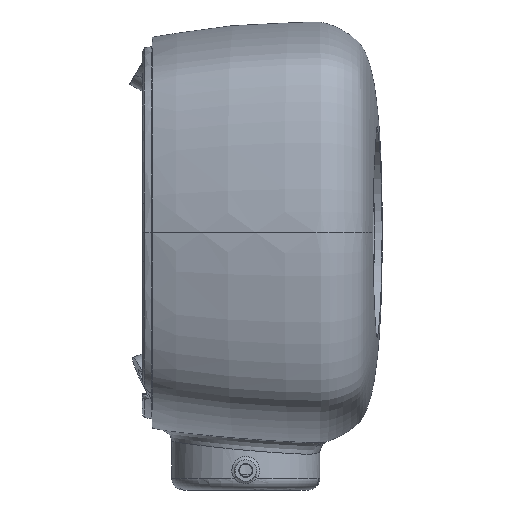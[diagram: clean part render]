
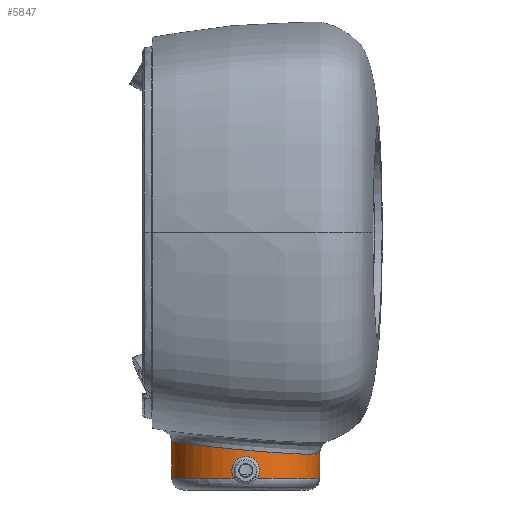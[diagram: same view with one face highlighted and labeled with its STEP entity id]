
A CAD part, left-side view. The second image highlights one B-rep face of the part: STEP entity #5847.
In plain terms, the highlighted cylindrical face has radius 19 mm (diameter 38 mm), a full revolution.
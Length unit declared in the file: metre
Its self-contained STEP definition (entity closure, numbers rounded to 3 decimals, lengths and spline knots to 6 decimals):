
#379=B_SPLINE_CURVE_WITH_KNOTS('',3,(#15183,#15184,#15185,#15186,#15187,
#15188,#15189,#15190,#15191,#15192,#15193),.UNSPECIFIED.,.F.,.F.,(4,1,1,
1,1,1,1,1,4),(0.,0.001954,0.003908,
0.005862,0.007817,0.009771,0.011725,
0.013679,0.015633),.UNSPECIFIED.);
#380=B_SPLINE_CURVE_WITH_KNOTS('',3,(#15194,#15195,#15196,#15197,#15198,
#15199,#15200,#15201,#15202,#15203,#15204),.UNSPECIFIED.,.F.,.F.,(4,1,1,
1,1,1,1,1,4),(0.,0.001954,0.003908,0.005862,
0.007817,0.009771,0.011725,0.013679,
0.015633),.UNSPECIFIED.);
#381=B_SPLINE_CURVE_WITH_KNOTS('',3,(#15205,#15206,#15207,#15208,#15209,
#15210,#15211,#15212,#15213,#15214,#15215),.UNSPECIFIED.,.F.,.F.,(4,1,1,
1,1,1,1,1,4),(0.,0.001954,0.003908,0.005862,
0.007817,0.009771,0.011725,0.013679,
0.015633),.UNSPECIFIED.);
#382=B_SPLINE_CURVE_WITH_KNOTS('',3,(#15216,#15217,#15218,#15219,#15220,
#15221,#15222,#15223,#15224,#15225,#15226,#15227,#15228,#15229,#15230,#15231,
#15232,#15233,#15234,#15235),.UNSPECIFIED.,.F.,.F.,(4,1,1,1,1,1,1,1,1,1,
1,1,1,1,1,1,1,4),(0.,0.003726,0.007452,
0.011178,0.014904,0.01863,0.022356,
0.026081,0.029807,0.033533,0.037259,
0.040985,0.044711,0.046574,0.048437,
0.052163,0.055889,0.059615),.UNSPECIFIED.);
#383=B_SPLINE_CURVE_WITH_KNOTS('',3,(#15238,#15239,#15240,#15241,#15242,
#15243,#15244,#15245,#15246,#15247,#15248,#15249,#15250,#15251,#15252,#15253,
#15254,#15255,#15256,#15257),.UNSPECIFIED.,.F.,.F.,(4,1,1,1,1,1,1,1,1,1,
1,1,1,1,1,1,1,4),(0.,0.003726,0.007452,
0.011178,0.014904,0.01863,0.022356,
0.026081,0.029807,0.033533,0.037259,
0.040985,0.044711,0.046574,0.048437,
0.052163,0.055889,0.059615),.UNSPECIFIED.);
#1314=ORIENTED_EDGE('',*,*,#3167,.T.);
#1315=ORIENTED_EDGE('',*,*,#3171,.T.);
#1316=ORIENTED_EDGE('',*,*,#3165,.T.);
#1317=ORIENTED_EDGE('',*,*,#3172,.T.);
#1318=ORIENTED_EDGE('',*,*,#3169,.T.);
#1319=ORIENTED_EDGE('',*,*,#3173,.T.);
#1320=ORIENTED_EDGE('',*,*,#3174,.T.);
#1321=ORIENTED_EDGE('',*,*,#3175,.F.);
#3165=EDGE_CURVE('',#4092,#4093,#4617,.T.);
#3167=EDGE_CURVE('',#4095,#4094,#4618,.T.);
#3169=EDGE_CURVE('',#4097,#4096,#4619,.T.);
#3171=EDGE_CURVE('',#4094,#4092,#379,.T.);
#3172=EDGE_CURVE('',#4093,#4097,#380,.T.);
#3173=EDGE_CURVE('',#4096,#4095,#381,.T.);
#3174=EDGE_CURVE('',#4098,#4099,#382,.T.);
#3175=EDGE_CURVE('',#4098,#4099,#383,.T.);
#4092=VERTEX_POINT('',#15153);
#4093=VERTEX_POINT('',#15154);
#4094=VERTEX_POINT('',#15162);
#4095=VERTEX_POINT('',#15164);
#4096=VERTEX_POINT('',#15172);
#4097=VERTEX_POINT('',#15174);
#4098=VERTEX_POINT('',#15236);
#4099=VERTEX_POINT('',#15237);
#4617=CIRCLE('',#6275,0.019);
#4618=CIRCLE('',#6276,0.019);
#4619=CIRCLE('',#6277,0.019);
#4861=EDGE_LOOP('',(#1314,#1315,#1316,#1317,#1318,#1319));
#4862=EDGE_LOOP('',(#1320,#1321));
#5305=FACE_BOUND('',#4861,.T.);
#5306=FACE_BOUND('',#4862,.T.);
#5721=CYLINDRICAL_SURFACE('',#6278,0.019);
#5847=ADVANCED_FACE('',(#5305,#5306),#5721,.T.);
#6275=AXIS2_PLACEMENT_3D('',#15152,#6837,#6838);
#6276=AXIS2_PLACEMENT_3D('',#15163,#6839,#6840);
#6277=AXIS2_PLACEMENT_3D('',#15173,#6841,#6842);
#6278=AXIS2_PLACEMENT_3D('',#15182,#6843,#6844);
#6837=DIRECTION('',(0.,0.,1.));
#6838=DIRECTION('',(1.,0.,0.));
#6839=DIRECTION('',(0.,0.,1.));
#6840=DIRECTION('',(1.,0.,0.));
#6841=DIRECTION('',(0.,0.,1.));
#6842=DIRECTION('',(1.,0.,0.));
#6843=DIRECTION('',(0.,0.,-1.));
#6844=DIRECTION('',(-1.,0.,0.));
#15152=CARTESIAN_POINT('',(0.,0.018,-0.063));
#15153=CARTESIAN_POINT('',(0.011961,0.003237,-0.063));
#15154=CARTESIAN_POINT('',(0.011961,0.032763,-0.063));
#15162=CARTESIAN_POINT('',(0.006805,0.00026,-0.063));
#15163=CARTESIAN_POINT('',(0.,0.018,-0.063));
#15164=CARTESIAN_POINT('',(-0.018765,0.015023,-0.063));
#15172=CARTESIAN_POINT('',(-0.018765,0.020977,-0.063));
#15173=CARTESIAN_POINT('',(0.,0.018,-0.063));
#15174=CARTESIAN_POINT('',(0.006805,0.03574,-0.063));
#15182=CARTESIAN_POINT('',(0.,0.018,0.054002));
#15183=CARTESIAN_POINT('',(0.006805,0.00026,-0.063));
#15184=CARTESIAN_POINT('',(0.006474,0.000133,-0.062451));
#15185=CARTESIAN_POINT('',(0.0061,0.000007,-0.061173));
#15186=CARTESIAN_POINT('',(0.006498,0.000139,-0.059211));
#15187=CARTESIAN_POINT('',(0.007783,0.000638,-0.057733));
#15188=CARTESIAN_POINT('',(0.009522,0.001516,-0.057209));
#15189=CARTESIAN_POINT('',(0.011144,0.002579,-0.057734));
#15190=CARTESIAN_POINT('',(0.012219,0.003442,-0.059211));
#15191=CARTESIAN_POINT('',(0.012532,0.003721,-0.061173));
#15192=CARTESIAN_POINT('',(0.012236,0.00346,-0.062451));
#15193=CARTESIAN_POINT('',(0.011961,0.003237,-0.063));
#15194=CARTESIAN_POINT('',(0.011961,0.032763,-0.063));
#15195=CARTESIAN_POINT('',(0.012236,0.03254,-0.062451));
#15196=CARTESIAN_POINT('',(0.012532,0.032279,-0.061173));
#15197=CARTESIAN_POINT('',(0.012219,0.032558,-0.059211));
#15198=CARTESIAN_POINT('',(0.011144,0.033421,-0.057733));
#15199=CARTESIAN_POINT('',(0.009514,0.034489,-0.057209));
#15200=CARTESIAN_POINT('',(0.007783,0.035361,-0.057734));
#15201=CARTESIAN_POINT('',(0.006498,0.035861,-0.059211));
#15202=CARTESIAN_POINT('',(0.0061,0.035993,-0.061173));
#15203=CARTESIAN_POINT('',(0.006474,0.035867,-0.062451));
#15204=CARTESIAN_POINT('',(0.006805,0.03574,-0.063));
#15205=CARTESIAN_POINT('',(-0.018765,0.020977,-0.063));
#15206=CARTESIAN_POINT('',(-0.01871,0.021327,-0.062451));
#15207=CARTESIAN_POINT('',(-0.018632,0.021714,-0.061173));
#15208=CARTESIAN_POINT('',(-0.018717,0.021303,-0.059211));
#15209=CARTESIAN_POINT('',(-0.018927,0.019941,-0.057733));
#15210=CARTESIAN_POINT('',(-0.019037,0.017995,-0.057209));
#15211=CARTESIAN_POINT('',(-0.018927,0.016059,-0.057734));
#15212=CARTESIAN_POINT('',(-0.018717,0.014697,-0.059211));
#15213=CARTESIAN_POINT('',(-0.018632,0.014286,-0.061173));
#15214=CARTESIAN_POINT('',(-0.01871,0.014673,-0.062451));
#15215=CARTESIAN_POINT('',(-0.018765,0.015023,-0.063));
#15216=CARTESIAN_POINT('',(0.,0.037,-0.053541));
#15217=CARTESIAN_POINT('',(0.001258,0.037,-0.053541));
#15218=CARTESIAN_POINT('',(0.003728,0.036756,-0.053578));
#15219=CARTESIAN_POINT('',(0.007349,0.035654,-0.053741));
#15220=CARTESIAN_POINT('',(0.010625,0.033898,-0.053994));
#15221=CARTESIAN_POINT('',(0.013534,0.03151,-0.054321));
#15222=CARTESIAN_POINT('',(0.015896,0.028626,-0.054691));
#15223=CARTESIAN_POINT('',(0.017658,0.025339,-0.055079));
#15224=CARTESIAN_POINT('',(0.01875,0.021745,-0.055462));
#15225=CARTESIAN_POINT('',(0.019122,0.01806,-0.055814));
#15226=CARTESIAN_POINT('',(0.018762,0.014305,-0.056127));
#15227=CARTESIAN_POINT('',(0.017692,0.010745,-0.056383));
#15228=CARTESIAN_POINT('',(0.015925,0.007413,-0.056587));
#15229=CARTESIAN_POINT('',(0.013955,0.005,-0.056717));
#15230=CARTESIAN_POINT('',(0.012101,0.003313,-0.05679));
#15231=CARTESIAN_POINT('',(0.01012,0.001835,-0.056881));
#15232=CARTESIAN_POINT('',(0.007338,0.000341,-0.056703));
#15233=CARTESIAN_POINT('',(0.00378,-0.000745,-0.056419));
#15234=CARTESIAN_POINT('',(0.00126,-0.001,-0.056338));
#15235=CARTESIAN_POINT('',(0.,-0.001,-0.056338));
#15236=CARTESIAN_POINT('',(0.,0.037,-0.053541));
#15237=CARTESIAN_POINT('',(0.,-0.001,-0.056338));
#15238=CARTESIAN_POINT('',(0.,0.037,-0.053541));
#15239=CARTESIAN_POINT('',(-0.001258,0.037,-0.053541));
#15240=CARTESIAN_POINT('',(-0.003728,0.036756,-0.053578));
#15241=CARTESIAN_POINT('',(-0.007349,0.035654,-0.053741));
#15242=CARTESIAN_POINT('',(-0.010625,0.033898,-0.053994));
#15243=CARTESIAN_POINT('',(-0.013534,0.03151,-0.054321));
#15244=CARTESIAN_POINT('',(-0.015896,0.028626,-0.054691));
#15245=CARTESIAN_POINT('',(-0.017658,0.025339,-0.055079));
#15246=CARTESIAN_POINT('',(-0.01875,0.021745,-0.055462));
#15247=CARTESIAN_POINT('',(-0.019122,0.01806,-0.055814));
#15248=CARTESIAN_POINT('',(-0.018762,0.014305,-0.056127));
#15249=CARTESIAN_POINT('',(-0.017692,0.010745,-0.056383));
#15250=CARTESIAN_POINT('',(-0.015925,0.007413,-0.056587));
#15251=CARTESIAN_POINT('',(-0.013955,0.005,-0.056717));
#15252=CARTESIAN_POINT('',(-0.012101,0.003313,-0.05679));
#15253=CARTESIAN_POINT('',(-0.01012,0.001835,-0.056881));
#15254=CARTESIAN_POINT('',(-0.007338,0.000341,-0.056703));
#15255=CARTESIAN_POINT('',(-0.00378,-0.000745,-0.056419));
#15256=CARTESIAN_POINT('',(-0.00126,-0.001,-0.056338));
#15257=CARTESIAN_POINT('',(0.,-0.001,-0.056338));
